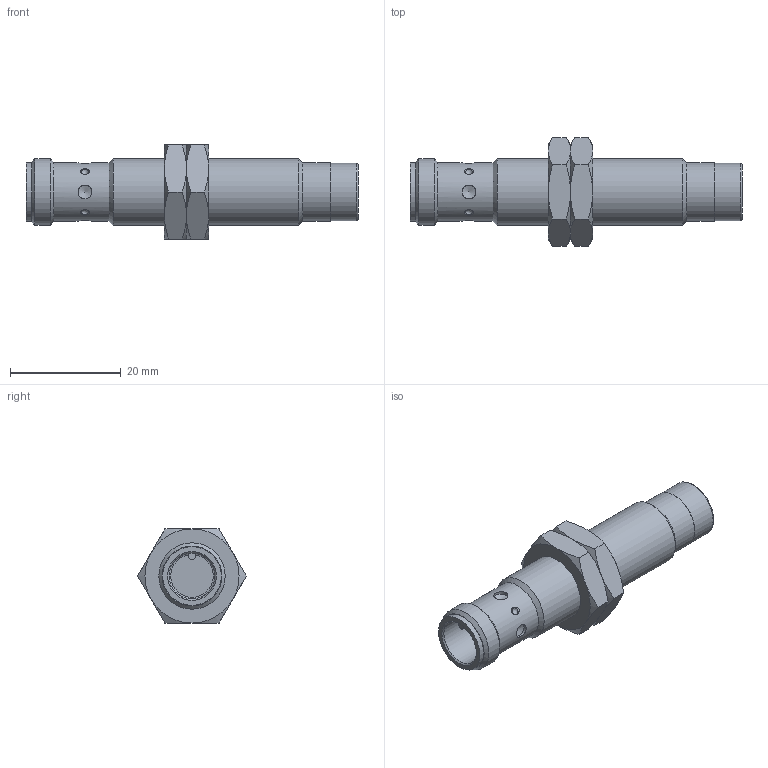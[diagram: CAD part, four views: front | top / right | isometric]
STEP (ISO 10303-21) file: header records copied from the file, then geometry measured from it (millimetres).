
FILE_DESCRIPTION (( 'STEP AP214' ), '1' );
FILE_NAME ('KSM-AP-4H.STEP', '2018-08-23T19:45:06', ( '' ), ( '' ), 'SwSTEP 2.0', 'SolidWorks 2017', '' );
FILE_SCHEMA (( 'AUTOMOTIVE_DESIGN' ));
Length unit declared in the file: inch
Products named in the file (1): KSM-AP-4H
Bounding box: 60 x 19.63 x 17 mm (x, y, z)
Volume: 6925.7 mm3; surface area: 3918.1 mm2
Topology: 3 solids, 3 shells, 86 faces, 191 edges, 118 vertices
Faces by surface type: cone 37, plane 25, cylinder 14, bspline 8, torus 2
Full cylindrical faces by diameter (mm): 2.5 x4, 8.3 x1, 10.45 x1, 10.5 x1, 10.55 x1, 10.6 x1, 10.917 x2, 12 x2
Entity records: 3808 total; most frequent: CARTESIAN_POINT 1052, DIRECTION 302, ORIENTED_EDGE 288, EDGE_CURVE 144, AXIS2_PLACEMENT_3D 141, EDGE_LOOP 129, FACE_OUTER_BOUND 104, VERTEX_POINT 103
